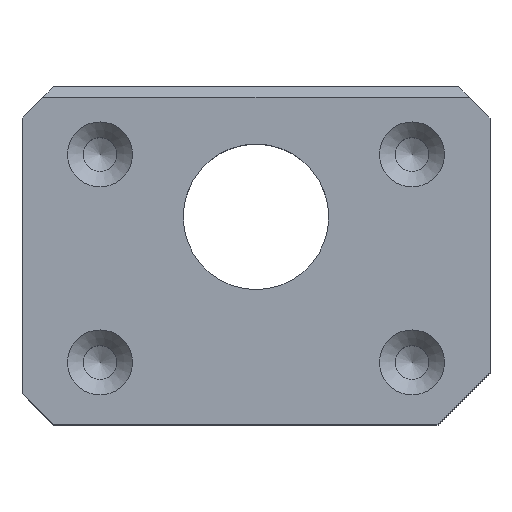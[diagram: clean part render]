
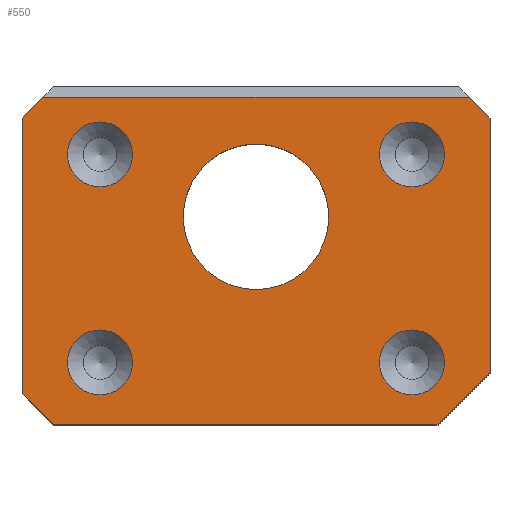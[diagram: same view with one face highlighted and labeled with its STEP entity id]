
A CAD part, top view. The second image highlights one B-rep face of the part: STEP entity #550.
In plain terms, the highlighted planar face has unit normal (0, 0, 1).
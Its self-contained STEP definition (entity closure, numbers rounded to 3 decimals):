
#104=FACE_BOUND('',#152,.T.);
#105=FACE_BOUND('',#153,.T.);
#106=FACE_BOUND('',#154,.T.);
#107=FACE_BOUND('',#155,.T.);
#108=FACE_BOUND('',#156,.T.);
#110=PLANE('',#603);
#124=FACE_OUTER_BOUND('',#151,.T.);
#151=EDGE_LOOP('',(#412,#413,#414,#415,#416,#417,#418,#419));
#152=EDGE_LOOP('',(#420));
#153=EDGE_LOOP('',(#421));
#154=EDGE_LOOP('',(#422));
#155=EDGE_LOOP('',(#423));
#156=EDGE_LOOP('',(#424));
#184=LINE('',#853,#229);
#185=LINE('',#855,#230);
#186=LINE('',#857,#231);
#187=LINE('',#859,#232);
#188=LINE('',#861,#233);
#189=LINE('',#863,#234);
#190=LINE('',#865,#235);
#191=LINE('',#866,#236);
#229=VECTOR('',#677,10.);
#230=VECTOR('',#678,10.);
#231=VECTOR('',#679,10.);
#232=VECTOR('',#680,10.);
#233=VECTOR('',#681,10.);
#234=VECTOR('',#682,10.);
#235=VECTOR('',#683,10.);
#236=VECTOR('',#684,10.);
#273=CIRCLE('',#600,3.121);
#276=CIRCLE('',#604,3.121);
#277=CIRCLE('',#605,3.121);
#278=CIRCLE('',#606,7.);
#279=CIRCLE('',#607,3.121);
#294=VERTEX_POINT('',#843);
#297=VERTEX_POINT('',#851);
#298=VERTEX_POINT('',#852);
#299=VERTEX_POINT('',#854);
#300=VERTEX_POINT('',#856);
#301=VERTEX_POINT('',#858);
#302=VERTEX_POINT('',#860);
#303=VERTEX_POINT('',#862);
#304=VERTEX_POINT('',#864);
#305=VERTEX_POINT('',#867);
#306=VERTEX_POINT('',#869);
#307=VERTEX_POINT('',#871);
#308=VERTEX_POINT('',#873);
#340=EDGE_CURVE('',#294,#294,#273,.T.);
#344=EDGE_CURVE('',#297,#298,#184,.T.);
#345=EDGE_CURVE('',#299,#297,#185,.T.);
#346=EDGE_CURVE('',#299,#300,#186,.T.);
#347=EDGE_CURVE('',#301,#300,#187,.T.);
#348=EDGE_CURVE('',#301,#302,#188,.T.);
#349=EDGE_CURVE('',#303,#302,#189,.T.);
#350=EDGE_CURVE('',#303,#304,#190,.T.);
#351=EDGE_CURVE('',#298,#304,#191,.T.);
#352=EDGE_CURVE('',#305,#305,#276,.T.);
#353=EDGE_CURVE('',#306,#306,#277,.T.);
#354=EDGE_CURVE('',#307,#307,#278,.T.);
#355=EDGE_CURVE('',#308,#308,#279,.T.);
#412=ORIENTED_EDGE('',*,*,#344,.F.);
#413=ORIENTED_EDGE('',*,*,#345,.F.);
#414=ORIENTED_EDGE('',*,*,#346,.T.);
#415=ORIENTED_EDGE('',*,*,#347,.F.);
#416=ORIENTED_EDGE('',*,*,#348,.T.);
#417=ORIENTED_EDGE('',*,*,#349,.F.);
#418=ORIENTED_EDGE('',*,*,#350,.T.);
#419=ORIENTED_EDGE('',*,*,#351,.F.);
#420=ORIENTED_EDGE('',*,*,#352,.F.);
#421=ORIENTED_EDGE('',*,*,#353,.F.);
#422=ORIENTED_EDGE('',*,*,#354,.T.);
#423=ORIENTED_EDGE('',*,*,#355,.F.);
#424=ORIENTED_EDGE('',*,*,#340,.F.);
#550=ADVANCED_FACE('',(#124,#104,#105,#106,#107,#108),#110,.T.);
#600=AXIS2_PLACEMENT_3D('',#844,#668,#669);
#603=AXIS2_PLACEMENT_3D('',#850,#675,#676);
#604=AXIS2_PLACEMENT_3D('',#868,#685,#686);
#605=AXIS2_PLACEMENT_3D('',#870,#687,#688);
#606=AXIS2_PLACEMENT_3D('',#872,#689,#690);
#607=AXIS2_PLACEMENT_3D('',#874,#691,#692);
#668=DIRECTION('center_axis',(0.,0.,1.));
#669=DIRECTION('ref_axis',(-1.,0.,0.));
#675=DIRECTION('center_axis',(0.,0.,1.));
#676=DIRECTION('ref_axis',(1.,0.,0.));
#677=DIRECTION('',(1.,0.,0.));
#678=DIRECTION('',(0.707,0.707,0.));
#679=DIRECTION('',(0.,-1.,0.));
#680=DIRECTION('',(-0.707,0.707,0.));
#681=DIRECTION('',(1.,0.,0.));
#682=DIRECTION('',(-0.707,-0.707,0.));
#683=DIRECTION('',(0.,1.,0.));
#684=DIRECTION('',(0.707,-0.707,0.));
#685=DIRECTION('center_axis',(0.,0.,1.));
#686=DIRECTION('ref_axis',(-1.,0.,0.));
#687=DIRECTION('center_axis',(0.,0.,1.));
#688=DIRECTION('ref_axis',(-1.,0.,0.));
#689=DIRECTION('center_axis',(0.,0.,-1.));
#690=DIRECTION('ref_axis',(1.,0.,0.));
#691=DIRECTION('center_axis',(0.,0.,1.));
#692=DIRECTION('ref_axis',(-1.,0.,0.));
#843=CARTESIAN_POINT('',(18.121,-14.,9.5));
#844=CARTESIAN_POINT('Origin',(15.,-14.,9.5));
#850=CARTESIAN_POINT('Origin',(0.,0.,9.5));
#851=CARTESIAN_POINT('',(-20.5,11.5,9.5));
#852=CARTESIAN_POINT('',(20.5,11.5,9.5));
#853=CARTESIAN_POINT('',(11.25,11.5,9.5));
#854=CARTESIAN_POINT('',(-22.5,9.5,9.5));
#855=CARTESIAN_POINT('',(-18.5,13.5,9.5));
#856=CARTESIAN_POINT('',(-22.5,-17.,9.5));
#857=CARTESIAN_POINT('',(-22.5,20.,9.5));
#858=CARTESIAN_POINT('',(-19.5,-20.,9.5));
#859=CARTESIAN_POINT('',(-20.375,-19.125,9.5));
#860=CARTESIAN_POINT('',(17.5,-20.,9.5));
#861=CARTESIAN_POINT('',(-22.5,-20.,9.5));
#862=CARTESIAN_POINT('',(22.5,-15.,9.5));
#863=CARTESIAN_POINT('',(19.375,-18.125,9.5));
#864=CARTESIAN_POINT('',(22.5,9.5,9.5));
#865=CARTESIAN_POINT('',(22.5,-20.,9.5));
#866=CARTESIAN_POINT('',(18.5,13.5,9.5));
#867=CARTESIAN_POINT('',(18.121,6.,9.5));
#868=CARTESIAN_POINT('Origin',(15.,6.,9.5));
#869=CARTESIAN_POINT('',(-11.879,-14.,9.5));
#870=CARTESIAN_POINT('Origin',(-15.,-14.,9.5));
#871=CARTESIAN_POINT('',(-7.,0.,9.5));
#872=CARTESIAN_POINT('Origin',(0.,0.,9.5));
#873=CARTESIAN_POINT('',(-11.879,6.,9.5));
#874=CARTESIAN_POINT('Origin',(-15.,6.,9.5));
